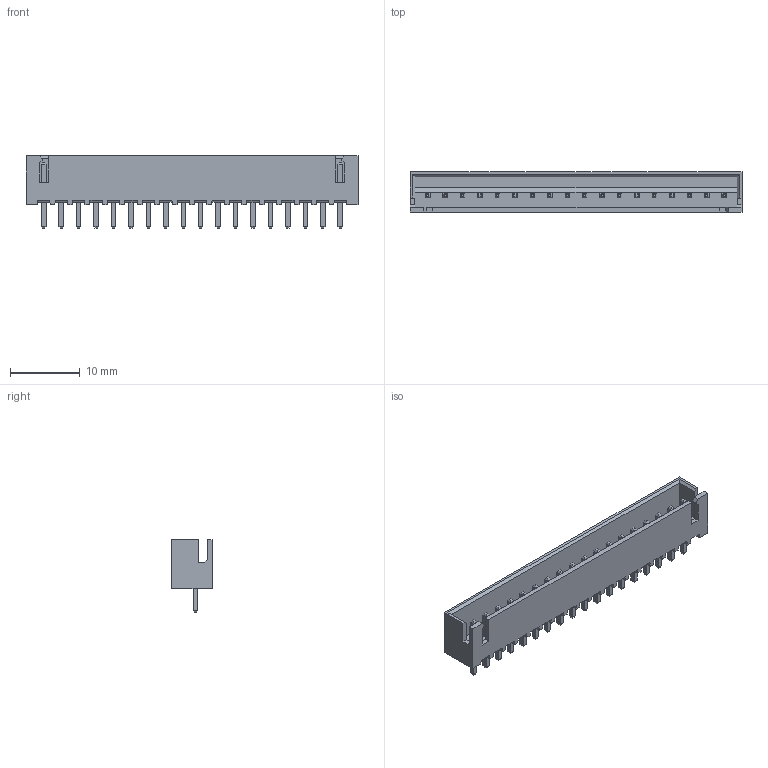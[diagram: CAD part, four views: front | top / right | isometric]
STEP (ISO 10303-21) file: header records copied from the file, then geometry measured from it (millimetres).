
FILE_DESCRIPTION(('STEP AP214'), '1');
FILE_NAME('DS1069', '2019-04-21T13:27:43', ('Nobody'), (''), 'ASCON STEP Converter 1.3', 'ASCON Math Kernel', '');
FILE_SCHEMA(('AUTOMOTIVE_DESIGN { 1 0 10303 214 3 1 1}'));
Length unit declared in the file: millimetre
Assembly tree (19 placements, depth 2):
  (unnamed)
    (unnamed)
    (unnamed)  x18
Bounding box: 47.6 x 5.75 x 10.4 mm (x, y, z)
Volume: 808.6 mm3; surface area: 2308.2 mm2
Topology: 19 solids, 19 shells, 397 faces, 931 edges, 572 vertices
Faces by surface type: plane 397
Entity records: 6918 total; most frequent: CARTESIAN_POINT 934, ORIENTED_EDGE 910, DIRECTION 813, EDGE_CURVE 455, LINE 455, VECTOR 455, VERTEX_POINT 300, AXIS2_PLACEMENT_3D 179
